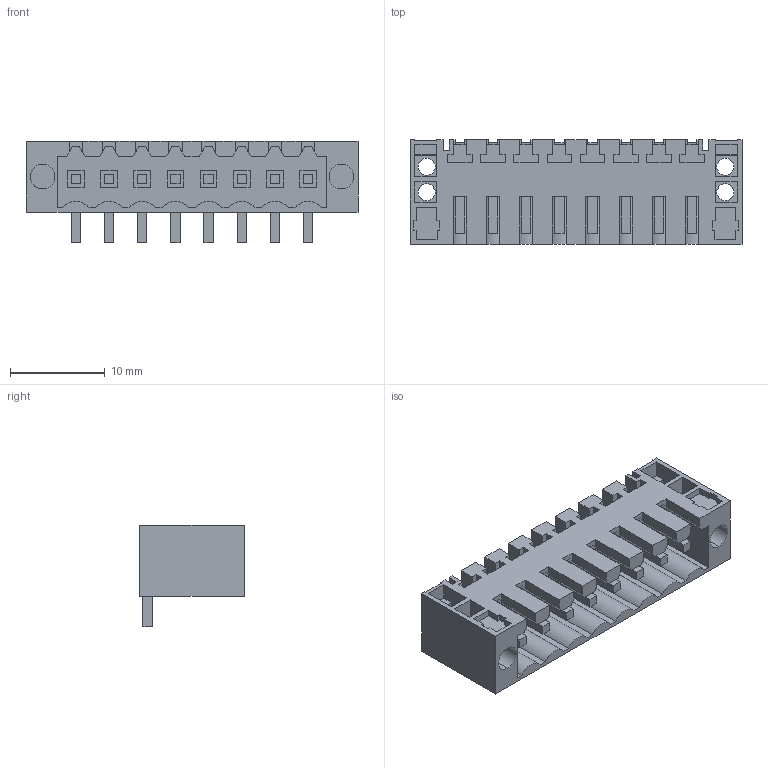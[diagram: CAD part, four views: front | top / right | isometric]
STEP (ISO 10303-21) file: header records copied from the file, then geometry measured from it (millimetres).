
FILE_DESCRIPTION(('CATIA V5 STEP Exchange','CAx-IF Rec.Pracs.--- Model Styling and Organization---1.4--- 2014-01-23'),'2;1');
FILE_NAME ('D1457230_1_1842140000_1842140000.stp','2021-08-12T06:32:06+00:00',('none'),('Weidmueller'),'CATIA Version 5-6 Release 2016 SP3 HF44','CATIA V5 STEP AP214','none');
FILE_SCHEMA(('AUTOMOTIVE_DESIGN { 1 0 10303 214 1 1 1 1 }'));
Length unit declared in the file: millimetre
Products named in the file (1): 1842140000
Bounding box: 35 x 11.05 x 10.65 mm (x, y, z)
Volume: 1285.3 mm3; surface area: 3362.2 mm2
Topology: 9 solids, 9 shells, 484 faces, 1439 edges, 979 vertices
Faces by surface type: plane 460, cylinder 24
Entity records: 15632 total; most frequent: ORIENTED_EDGE 2878, CARTESIAN_POINT 2771, DIRECTION 2058, EDGE_CURVE 1439, VECTOR 1391, LINE 1391, VERTEX_POINT 979, EDGE_LOOP 520
